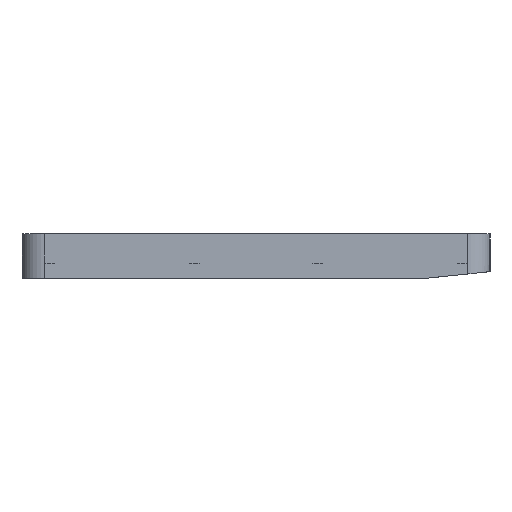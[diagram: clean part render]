
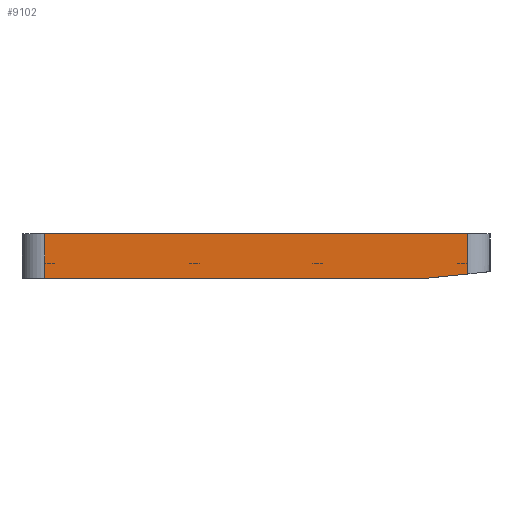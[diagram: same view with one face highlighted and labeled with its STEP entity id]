
A CAD part, left-side view. The second image highlights one B-rep face of the part: STEP entity #9102.
In plain terms, the highlighted planar face has unit normal (-1, 0, 0).
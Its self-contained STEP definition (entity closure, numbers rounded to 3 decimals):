
#1048=PLANE('',#9982);
#1585=FACE_OUTER_BOUND('',#2291,.T.);
#2291=EDGE_LOOP('',(#8494,#8495,#8496,#8497,#8498));
#2599=LINE('',#14853,#3340);
#2670=LINE('',#15001,#3411);
#2674=LINE('',#15012,#3415);
#2680=LINE('',#15030,#3421);
#3033=LINE('',#16153,#3774);
#3340=VECTOR('',#10982,10.);
#3411=VECTOR('',#11133,10.);
#3415=VECTOR('',#11143,10.);
#3421=VECTOR('',#11161,10.);
#3774=VECTOR('',#12456,10.);
#4381=VERTEX_POINT('',#14850);
#4382=VERTEX_POINT('',#14852);
#4418=VERTEX_POINT('',#14998);
#4423=VERTEX_POINT('',#15010);
#4429=VERTEX_POINT('',#15028);
#5376=EDGE_CURVE('',#4381,#4382,#2599,.T.);
#5450=EDGE_CURVE('',#4381,#4418,#2670,.T.);
#5456=EDGE_CURVE('',#4418,#4423,#2674,.T.);
#5465=EDGE_CURVE('',#4423,#4429,#2680,.T.);
#5986=EDGE_CURVE('',#4382,#4429,#3033,.T.);
#8494=ORIENTED_EDGE('',*,*,#5450,.T.);
#8495=ORIENTED_EDGE('',*,*,#5456,.T.);
#8496=ORIENTED_EDGE('',*,*,#5465,.T.);
#8497=ORIENTED_EDGE('',*,*,#5986,.F.);
#8498=ORIENTED_EDGE('',*,*,#5376,.F.);
#9102=ADVANCED_FACE('',(#1585),#1048,.T.);
#9982=AXIS2_PLACEMENT_3D('',#16152,#12454,#12455);
#10982=DIRECTION('',(0.,1.,0.));
#11133=DIRECTION('',(0.,-0.995,0.105));
#11143=DIRECTION('',(0.,0.,1.));
#11161=DIRECTION('',(0.,1.,0.));
#12454=DIRECTION('center_axis',(-1.,0.,0.));
#12455=DIRECTION('ref_axis',(0.,-1.,0.));
#12456=DIRECTION('',(0.,0.,1.));
#14850=CARTESIAN_POINT('',(-183.225,-49.971,0.));
#14852=CARTESIAN_POINT('',(-183.225,67.925,0.));
#14853=CARTESIAN_POINT('',(-183.225,-61.925,0.));
#14998=CARTESIAN_POINT('',(-183.225,-61.925,1.256));
#15001=CARTESIAN_POINT('',(-183.225,8.333,-6.128));
#15010=CARTESIAN_POINT('',(-183.225,-61.925,13.573));
#15012=CARTESIAN_POINT('',(-183.225,-61.925,0.));
#15028=CARTESIAN_POINT('',(-183.225,67.925,13.573));
#15030=CARTESIAN_POINT('',(-183.225,35.463,13.573));
#16152=CARTESIAN_POINT('Origin',(-183.225,67.925,0.));
#16153=CARTESIAN_POINT('',(-183.225,67.925,0.));
